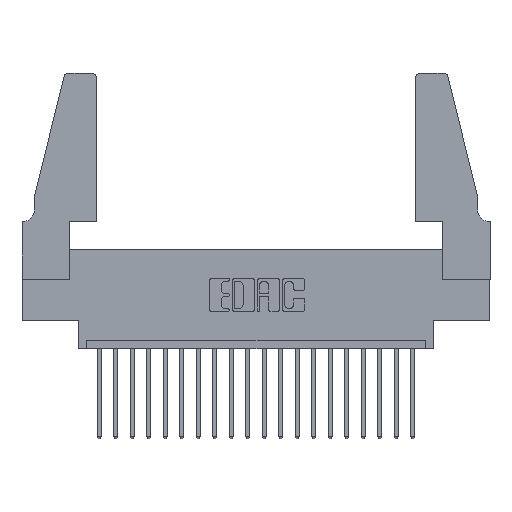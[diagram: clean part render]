
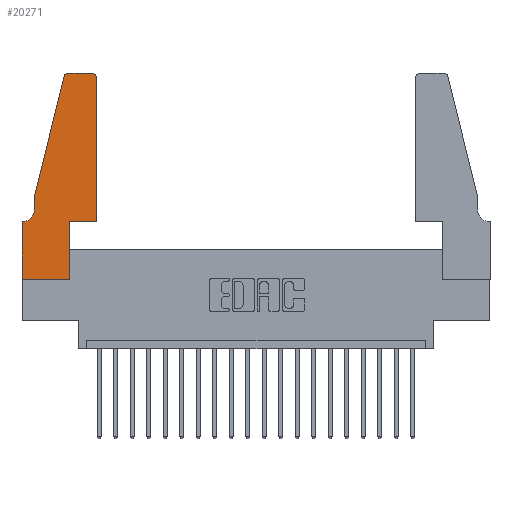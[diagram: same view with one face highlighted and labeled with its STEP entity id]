
A CAD part, top view. The second image highlights one B-rep face of the part: STEP entity #20271.
In plain terms, the highlighted planar face has unit normal (0, 0, 1).
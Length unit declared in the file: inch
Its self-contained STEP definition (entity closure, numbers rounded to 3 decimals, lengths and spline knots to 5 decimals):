
#2 = ORIENTED_EDGE ( 'NONE', *, *, #18472, .T. ) ;
#127 = DIRECTION ( 'NONE',  ( 0., -1., 0. ) ) ;
#136 = CARTESIAN_POINT ( 'NONE',  ( 0.0755, 0.5, 0.37 ) ) ;
#1073 = LINE ( 'NONE', #14349, #13121 ) ;
#1265 = CARTESIAN_POINT ( 'NONE',  ( 0.25487, 1.22718, 0.37 ) ) ;
#2516 = VERTEX_POINT ( 'NONE', #5977 ) ;
#2599 = DIRECTION ( 'NONE',  ( 1., 0., 0. ) ) ;
#2872 = FACE_OUTER_BOUND ( 'NONE', #10945, .T. ) ;
#3045 = ORIENTED_EDGE ( 'NONE', *, *, #11204, .T. ) ;
#3439 = CARTESIAN_POINT ( 'NONE',  ( 0.4205, 1.22, 0.37 ) ) ;
#3496 = CARTESIAN_POINT ( 'NONE',  ( 0.4505, 0.35, 0.37 ) ) ;
#3527 = AXIS2_PLACEMENT_3D ( 'NONE', #19806, #10281, #2599 ) ;
#3722 = DIRECTION ( 'NONE',  ( 1., 0., 0. ) ) ;
#3778 = CARTESIAN_POINT ( 'NONE',  ( 0.2865, 0., 0.37 ) ) ;
#3865 = VERTEX_POINT ( 'NONE', #14743 ) ;
#4505 = ORIENTED_EDGE ( 'NONE', *, *, #6016, .T. ) ;
#4667 = CIRCLE ( 'NONE', #17241, 0.07 ) ;
#4743 = DIRECTION ( 'NONE',  ( -1., 0., 0. ) ) ;
#4826 = DIRECTION ( 'NONE',  ( 1., 0., 0. ) ) ;
#4946 = LINE ( 'NONE', #14750, #19411 ) ;
#5031 = LINE ( 'NONE', #19138, #18987 ) ;
#5057 = EDGE_CURVE ( 'NONE', #12205, #2516, #4946, .T. ) ;
#5161 = VERTEX_POINT ( 'NONE', #13968 ) ;
#5248 = EDGE_CURVE ( 'NONE', #12139, #14056, #10086, .T. ) ;
#5977 = CARTESIAN_POINT ( 'NONE',  ( 0., 0.35, 0.37 ) ) ;
#6016 = EDGE_CURVE ( 'NONE', #3865, #12205, #4667, .T. ) ;
#6077 = DIRECTION ( 'NONE',  ( 1., 0., 0. ) ) ;
#6322 = CARTESIAN_POINT ( 'NONE',  ( 0.284, 1.25, 0.37 ) ) ;
#6538 = LINE ( 'NONE', #136, #19032 ) ;
#6545 = CARTESIAN_POINT ( 'NONE',  ( 0.0755, 0.5, 0.37 ) ) ;
#6802 = DIRECTION ( 'NONE',  ( -1., 0., 0. ) ) ;
#6934 = ORIENTED_EDGE ( 'NONE', *, *, #10041, .T. ) ;
#7021 = EDGE_CURVE ( 'NONE', #9079, #7492, #18097, .T. ) ;
#7433 = CARTESIAN_POINT ( 'NONE',  ( 0.284, 1.22, 0.37 ) ) ;
#7492 = VERTEX_POINT ( 'NONE', #9696 ) ;
#7938 = VERTEX_POINT ( 'NONE', #11960 ) ;
#8063 = VECTOR ( 'NONE', #14827, 39.37008 ) ;
#8110 = VERTEX_POINT ( 'NONE', #14069 ) ;
#8635 = LINE ( 'NONE', #17543, #16452 ) ;
#9079 = VERTEX_POINT ( 'NONE', #3778 ) ;
#9348 = DIRECTION ( 'NONE',  ( -0.239, -0.971, 0. ) ) ;
#9426 = LINE ( 'NONE', #6545, #11412 ) ;
#9562 = EDGE_CURVE ( 'NONE', #14598, #9079, #5031, .T. ) ;
#9696 = CARTESIAN_POINT ( 'NONE',  ( 0.2865, 0.35, 0.37 ) ) ;
#9757 = AXIS2_PLACEMENT_3D ( 'NONE', #7433, #19853, #10458 ) ;
#10033 = CARTESIAN_POINT ( 'NONE',  ( 0., 0., 0.37 ) ) ;
#10041 = EDGE_CURVE ( 'NONE', #5161, #17061, #18213, .T. ) ;
#10086 = CIRCLE ( 'NONE', #9757, 0.03 ) ;
#10281 = DIRECTION ( 'NONE',  ( 0., 0., 1. ) ) ;
#10408 = PLANE ( 'NONE',  #3527 ) ;
#10458 = DIRECTION ( 'NONE',  ( 1., 0., 0. ) ) ;
#10478 = AXIS2_PLACEMENT_3D ( 'NONE', #3439, #16156, #4826 ) ;
#10498 = VECTOR ( 'NONE', #11474, 39.37008 ) ;
#10869 = CARTESIAN_POINT ( 'NONE',  ( 0., 0., 0.37 ) ) ;
#10945 = EDGE_LOOP ( 'NONE', ( #18886, #12847, #15852, #2, #4505, #14746, #18778, #11743, #20268, #3045, #11748, #6934 ) ) ;
#11204 = EDGE_CURVE ( 'NONE', #7492, #7938, #17496, .T. ) ;
#11412 = VECTOR ( 'NONE', #127, 39.37008 ) ;
#11474 = DIRECTION ( 'NONE',  ( 0., 1., 0. ) ) ;
#11569 = CARTESIAN_POINT ( 'NONE',  ( 0.4205, 1.25, 0.37 ) ) ;
#11743 = ORIENTED_EDGE ( 'NONE', *, *, #9562, .T. ) ;
#11748 = ORIENTED_EDGE ( 'NONE', *, *, #16202, .T. ) ;
#11960 = CARTESIAN_POINT ( 'NONE',  ( 0.4505, 0.35, 0.37 ) ) ;
#12117 = DIRECTION ( 'NONE',  ( 0., 0., -1. ) ) ;
#12139 = VERTEX_POINT ( 'NONE', #6322 ) ;
#12205 = VERTEX_POINT ( 'NONE', #15705 ) ;
#12847 = ORIENTED_EDGE ( 'NONE', *, *, #5248, .T. ) ;
#12860 = EDGE_CURVE ( 'NONE', #17061, #12139, #8635, .T. ) ;
#13121 = VECTOR ( 'NONE', #17428, 39.37008 ) ;
#13172 = DIRECTION ( 'NONE',  ( -1., 0., 0. ) ) ;
#13937 = LINE ( 'NONE', #10033, #8063 ) ;
#13968 = CARTESIAN_POINT ( 'NONE',  ( 0.4505, 1.22, 0.37 ) ) ;
#14056 = VERTEX_POINT ( 'NONE', #1265 ) ;
#14069 = CARTESIAN_POINT ( 'NONE',  ( 0.0755, 0.5, 0.37 ) ) ;
#14337 = EDGE_CURVE ( 'NONE', #2516, #14598, #13937, .T. ) ;
#14349 = CARTESIAN_POINT ( 'NONE',  ( 0.4505, 0.35, 0.37 ) ) ;
#14598 = VERTEX_POINT ( 'NONE', #10869 ) ;
#14743 = CARTESIAN_POINT ( 'NONE',  ( 0.0755, 0.42, 0.37 ) ) ;
#14746 = ORIENTED_EDGE ( 'NONE', *, *, #5057, .T. ) ;
#14750 = CARTESIAN_POINT ( 'NONE',  ( 0.0755, 0.35, 0.37 ) ) ;
#14827 = DIRECTION ( 'NONE',  ( 0., -1., 0. ) ) ;
#15196 = CARTESIAN_POINT ( 'NONE',  ( 0.0055, 0.42, 0.37 ) ) ;
#15705 = CARTESIAN_POINT ( 'NONE',  ( 0.0055, 0.35, 0.37 ) ) ;
#15852 = ORIENTED_EDGE ( 'NONE', *, *, #17537, .T. ) ;
#16156 = DIRECTION ( 'NONE',  ( 0., 0., 1. ) ) ;
#16202 = EDGE_CURVE ( 'NONE', #7938, #5161, #1073, .T. ) ;
#16452 = VECTOR ( 'NONE', #6802, 39.37008 ) ;
#17061 = VERTEX_POINT ( 'NONE', #11569 ) ;
#17241 = AXIS2_PLACEMENT_3D ( 'NONE', #15196, #12117, #4743 ) ;
#17428 = DIRECTION ( 'NONE',  ( 0., 1., 0. ) ) ;
#17496 = LINE ( 'NONE', #3496, #18710 ) ;
#17537 = EDGE_CURVE ( 'NONE', #14056, #8110, #6538, .T. ) ;
#17543 = CARTESIAN_POINT ( 'NONE',  ( 0.2605, 1.25, 0.37 ) ) ;
#17831 = CARTESIAN_POINT ( 'NONE',  ( 0.2865, 0.35, 0.37 ) ) ;
#18097 = LINE ( 'NONE', #17831, #10498 ) ;
#18213 = CIRCLE ( 'NONE', #10478, 0.03 ) ;
#18472 = EDGE_CURVE ( 'NONE', #8110, #3865, #9426, .T. ) ;
#18710 = VECTOR ( 'NONE', #6077, 39.37008 ) ;
#18778 = ORIENTED_EDGE ( 'NONE', *, *, #14337, .T. ) ;
#18886 = ORIENTED_EDGE ( 'NONE', *, *, #12860, .T. ) ;
#18987 = VECTOR ( 'NONE', #3722, 39.37008 ) ;
#19032 = VECTOR ( 'NONE', #9348, 39.37008 ) ;
#19138 = CARTESIAN_POINT ( 'NONE',  ( 0., 0., 0.37 ) ) ;
#19411 = VECTOR ( 'NONE', #13172, 39.37008 ) ;
#19806 = CARTESIAN_POINT ( 'NONE',  ( 0., 0.35, 0.37 ) ) ;
#19853 = DIRECTION ( 'NONE',  ( 0., 0., 1. ) ) ;
#20268 = ORIENTED_EDGE ( 'NONE', *, *, #7021, .T. ) ;
#20271 = ADVANCED_FACE ( 'NONE', ( #2872 ), #10408, .T. ) ;
